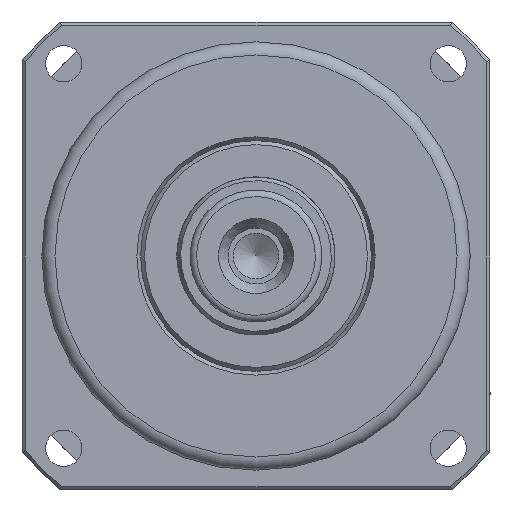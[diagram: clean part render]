
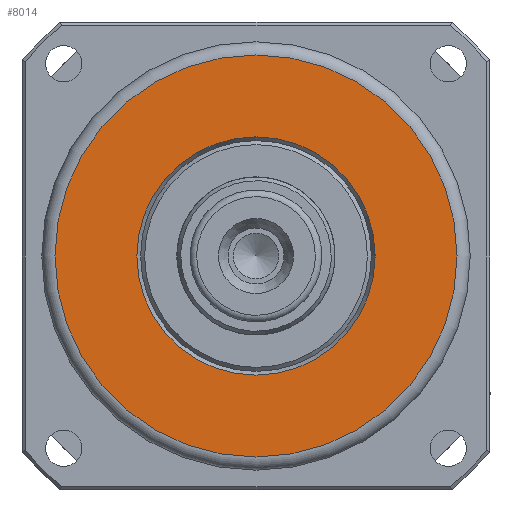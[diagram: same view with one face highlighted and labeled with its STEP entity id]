
A CAD part, left-side view. The second image highlights one B-rep face of the part: STEP entity #8014.
In plain terms, the highlighted planar face has unit normal (-1, 0, 0).
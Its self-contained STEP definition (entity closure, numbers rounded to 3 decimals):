
#1327=PLANE('',#8789);
#1611=FACE_BOUND('',#2720,.T.);
#2017=FACE_OUTER_BOUND('',#2719,.T.);
#2719=EDGE_LOOP('',(#6228));
#2720=EDGE_LOOP('',(#6229));
#3274=CIRCLE('',#8788,36.155);
#3275=CIRCLE('',#8790,61.);
#3847=VERTEX_POINT('',#13850);
#3848=VERTEX_POINT('',#13853);
#4716=EDGE_CURVE('',#3847,#3847,#3274,.T.);
#4717=EDGE_CURVE('',#3848,#3848,#3275,.T.);
#6228=ORIENTED_EDGE('',*,*,#4717,.F.);
#6229=ORIENTED_EDGE('',*,*,#4716,.F.);
#8014=ADVANCED_FACE('',(#2017,#1611),#1327,.F.);
#8788=AXIS2_PLACEMENT_3D('',#13851,#10373,#10374);
#8789=AXIS2_PLACEMENT_3D('',#13852,#10375,#10376);
#8790=AXIS2_PLACEMENT_3D('',#13854,#10377,#10378);
#10373=DIRECTION('center_axis',(-1.,0.,0.));
#10374=DIRECTION('ref_axis',(0.,0.,
-1.));
#10375=DIRECTION('center_axis',(1.,0.,0.));
#10376=DIRECTION('ref_axis',(0.,0.,-1.));
#10377=DIRECTION('center_axis',(1.,0.,0.));
#10378=DIRECTION('ref_axis',(0.,0.,
-1.));
#13850=CARTESIAN_POINT('',(-265.559,-150.31,-40.848));
#13851=CARTESIAN_POINT('Origin',(-265.559,-150.31,-77.003));
#13852=CARTESIAN_POINT('Origin',(-265.559,-150.31,-77.003));
#13853=CARTESIAN_POINT('',(-265.559,-150.31,-16.003));
#13854=CARTESIAN_POINT('Origin',(-265.559,-150.31,-77.003));
